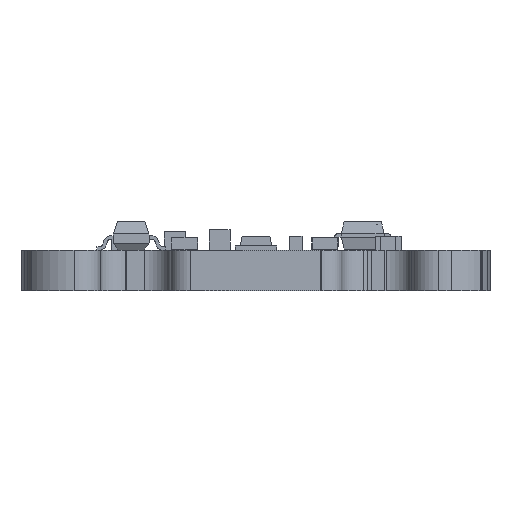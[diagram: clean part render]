
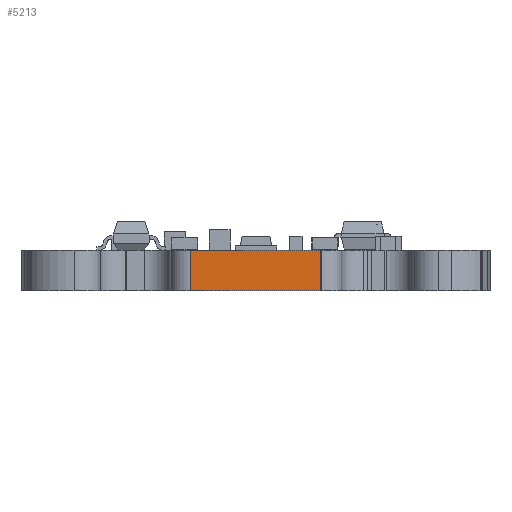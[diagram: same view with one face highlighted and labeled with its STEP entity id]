
A CAD part, left-side view. The second image highlights one B-rep face of the part: STEP entity #5213.
In plain terms, the highlighted planar face has unit normal (-1, 0, 0).
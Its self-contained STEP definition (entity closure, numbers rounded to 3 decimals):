
#5186 = EDGE_CURVE('',#5187,#5189,#5191,.T.);
#5187 = VERTEX_POINT('',#5188);
#5188 = CARTESIAN_POINT('',(-28.,11.5,0.));
#5189 = VERTEX_POINT('',#5190);
#5190 = CARTESIAN_POINT('',(-28.,11.5,1.545));
#5191 = LINE('',#5192,#5193);
#5192 = CARTESIAN_POINT('',(-28.,11.5,0.));
#5193 = VECTOR('',#5194,1.);
#5194 = DIRECTION('',(0.,0.,1.));
#5213 = ADVANCED_FACE('',(#5214),#5239,.F.);
#5214 = FACE_BOUND('',#5215,.F.);
#5215 = EDGE_LOOP('',(#5216,#5217,#5225,#5233));
#5216 = ORIENTED_EDGE('',*,*,#5186,.T.);
#5217 = ORIENTED_EDGE('',*,*,#5218,.T.);
#5218 = EDGE_CURVE('',#5189,#5219,#5221,.T.);
#5219 = VERTEX_POINT('',#5220);
#5220 = CARTESIAN_POINT('',(-28.,6.5,1.545));
#5221 = LINE('',#5222,#5223);
#5222 = CARTESIAN_POINT('',(-28.,11.5,1.545));
#5223 = VECTOR('',#5224,1.);
#5224 = DIRECTION('',(0.,-1.,0.));
#5225 = ORIENTED_EDGE('',*,*,#5226,.F.);
#5226 = EDGE_CURVE('',#5227,#5219,#5229,.T.);
#5227 = VERTEX_POINT('',#5228);
#5228 = CARTESIAN_POINT('',(-28.,6.5,0.));
#5229 = LINE('',#5230,#5231);
#5230 = CARTESIAN_POINT('',(-28.,6.5,0.));
#5231 = VECTOR('',#5232,1.);
#5232 = DIRECTION('',(0.,0.,1.));
#5233 = ORIENTED_EDGE('',*,*,#5234,.F.);
#5234 = EDGE_CURVE('',#5187,#5227,#5235,.T.);
#5235 = LINE('',#5236,#5237);
#5236 = CARTESIAN_POINT('',(-28.,11.5,0.));
#5237 = VECTOR('',#5238,1.);
#5238 = DIRECTION('',(0.,-1.,0.));
#5239 = PLANE('',#5240);
#5240 = AXIS2_PLACEMENT_3D('',#5241,#5242,#5243);
#5241 = CARTESIAN_POINT('',(-28.,11.5,0.));
#5242 = DIRECTION('',(1.,0.,0.));
#5243 = DIRECTION('',(0.,-1.,0.));
